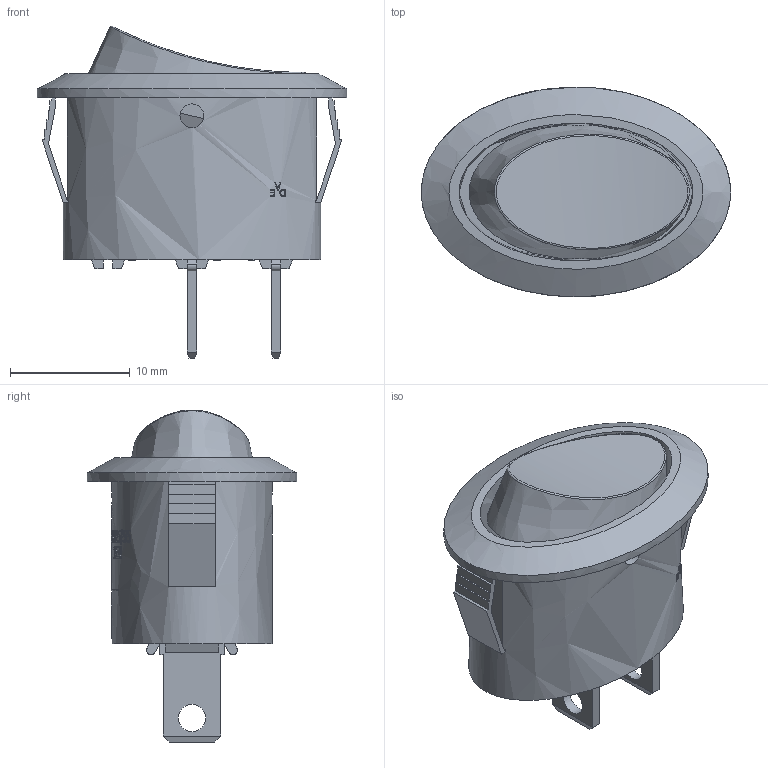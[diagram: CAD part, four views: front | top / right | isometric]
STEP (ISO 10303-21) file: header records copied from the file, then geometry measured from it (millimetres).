
FILE_DESCRIPTION(/* description */ (''),/* implementation_level */ '2;1');
FILE_NAME(/* name */ 'RE181Cxx00.stp',/* time_stamp */ '2025-06-03T12:11:21-05:00',/* author */ ('mroman'),/* organization */ (''),/* preprocessor_version */ 'ST-DEVELOPER v18.1',/* originating_system */ 'Autodesk Inventor 2022',/* authorisation */ '');
FILE_SCHEMA (('AUTOMOTIVE_DESIGN { 1 0 10303 214 3 1 1 }'));
Length unit declared in the file: centimetre
Products named in the file (1): RE181Cxx00
Bounding box: 25.8 x 17.5 x 27.7 mm (x, y, z)
Volume: 1908.2 mm3; surface area: 3200 mm2
Topology: 1 solids, 1 shells, 970 faces, 2657 edges, 1768 vertices
Faces by surface type: plane 568, bspline 385, cylinder 17
Full cylindrical faces by diameter (mm): 2 x4, 2.3 x2
Entity records: 39188 total; most frequent: CARTESIAN_POINT 17453, ORIENTED_EDGE 5314, DIRECTION 3081, EDGE_CURVE 2657, VERTEX_POINT 1768, LINE 1283, VECTOR 1283, B_SPLINE_CURVE_WITH_KNOTS 1061
